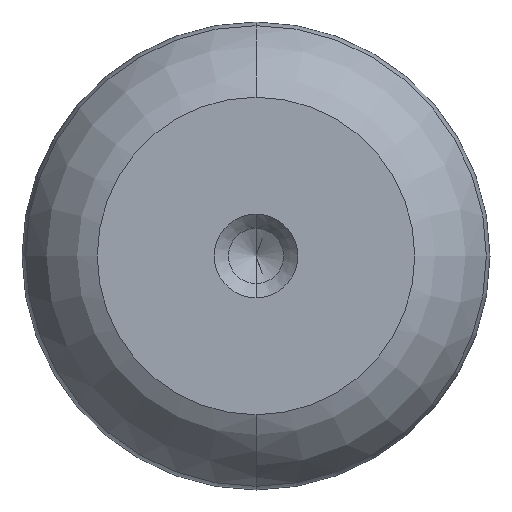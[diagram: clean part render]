
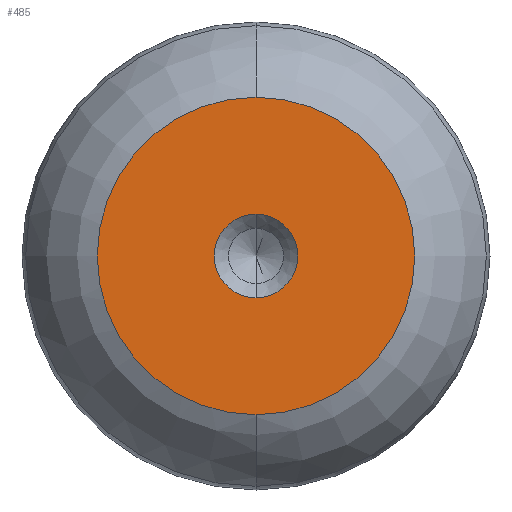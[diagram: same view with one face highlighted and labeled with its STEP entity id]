
A CAD part, front view. The second image highlights one B-rep face of the part: STEP entity #485.
In plain terms, the highlighted planar face has unit normal (0, -1, 0).
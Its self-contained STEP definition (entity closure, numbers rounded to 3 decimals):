
#1 = AXIS2_PLACEMENT_3D ( 'NONE', #137, #185, #84 ) ;
#16 = CARTESIAN_POINT ( 'NONE',  ( 0., -0.001, -2.593 ) ) ;
#46 = AXIS2_PLACEMENT_3D ( 'NONE', #624, #640, #148 ) ;
#65 = PLANE ( 'NONE',  #46 ) ;
#79 = CARTESIAN_POINT ( 'NONE',  ( 0., -0.001, 9.833 ) ) ;
#84 = DIRECTION ( 'NONE',  ( 0., 0., 1. ) ) ;
#137 = CARTESIAN_POINT ( 'NONE',  ( 0., -0.001, 0. ) ) ;
#138 = VERTEX_POINT ( 'NONE', #296 ) ;
#143 = AXIS2_PLACEMENT_3D ( 'NONE', #546, #288, #190 ) ;
#148 = DIRECTION ( 'NONE',  ( 0., 0., 1. ) ) ;
#152 = FACE_OUTER_BOUND ( 'NONE', #569, .T. ) ;
#156 = AXIS2_PLACEMENT_3D ( 'NONE', #379, #319, #672 ) ;
#185 = DIRECTION ( 'NONE',  ( 0., 1., 0. ) ) ;
#190 = DIRECTION ( 'NONE',  ( 0., 0., 1. ) ) ;
#265 = FACE_BOUND ( 'NONE', #422, .T. ) ;
#271 = VERTEX_POINT ( 'NONE', #79 ) ;
#288 = DIRECTION ( 'NONE',  ( 0., 1., 0. ) ) ;
#289 = EDGE_CURVE ( 'NONE', #553, #352, #381, .T. ) ;
#296 = CARTESIAN_POINT ( 'NONE',  ( 0., -0.001, -9.833 ) ) ;
#300 = AXIS2_PLACEMENT_3D ( 'NONE', #309, #371, #315 ) ;
#309 = CARTESIAN_POINT ( 'NONE',  ( 0., -0.001, 0. ) ) ;
#315 = DIRECTION ( 'NONE',  ( 0., 0., 1. ) ) ;
#319 = DIRECTION ( 'NONE',  ( 0., 1., 0. ) ) ;
#340 = EDGE_CURVE ( 'NONE', #138, #271, #419, .T. ) ;
#352 = VERTEX_POINT ( 'NONE', #455 ) ;
#365 = ORIENTED_EDGE ( 'NONE', *, *, #340, .F. ) ;
#371 = DIRECTION ( 'NONE',  ( 0., 1., 0. ) ) ;
#379 = CARTESIAN_POINT ( 'NONE',  ( 0., -0.001, 0. ) ) ;
#381 = CIRCLE ( 'NONE', #143, 2.593 ) ;
#419 = CIRCLE ( 'NONE', #1, 9.833 ) ;
#422 = EDGE_LOOP ( 'NONE', ( #478, #633 ) ) ;
#437 = EDGE_CURVE ( 'NONE', #271, #138, #663, .T. ) ;
#455 = CARTESIAN_POINT ( 'NONE',  ( 0., -0.001, 2.593 ) ) ;
#478 = ORIENTED_EDGE ( 'NONE', *, *, #289, .T. ) ;
#485 = ADVANCED_FACE ( 'NONE', ( #152, #265 ), #65, .F. ) ;
#490 = EDGE_CURVE ( 'NONE', #352, #553, #596, .T. ) ;
#546 = CARTESIAN_POINT ( 'NONE',  ( 0., -0.001, 0. ) ) ;
#553 = VERTEX_POINT ( 'NONE', #16 ) ;
#555 = ORIENTED_EDGE ( 'NONE', *, *, #437, .F. ) ;
#569 = EDGE_LOOP ( 'NONE', ( #555, #365 ) ) ;
#596 = CIRCLE ( 'NONE', #300, 2.593 ) ;
#624 = CARTESIAN_POINT ( 'NONE',  ( 0., -0.001, 0. ) ) ;
#633 = ORIENTED_EDGE ( 'NONE', *, *, #490, .T. ) ;
#640 = DIRECTION ( 'NONE',  ( 0., 1., 0. ) ) ;
#663 = CIRCLE ( 'NONE', #156, 9.833 ) ;
#672 = DIRECTION ( 'NONE',  ( 0., 0., 1. ) ) ;
